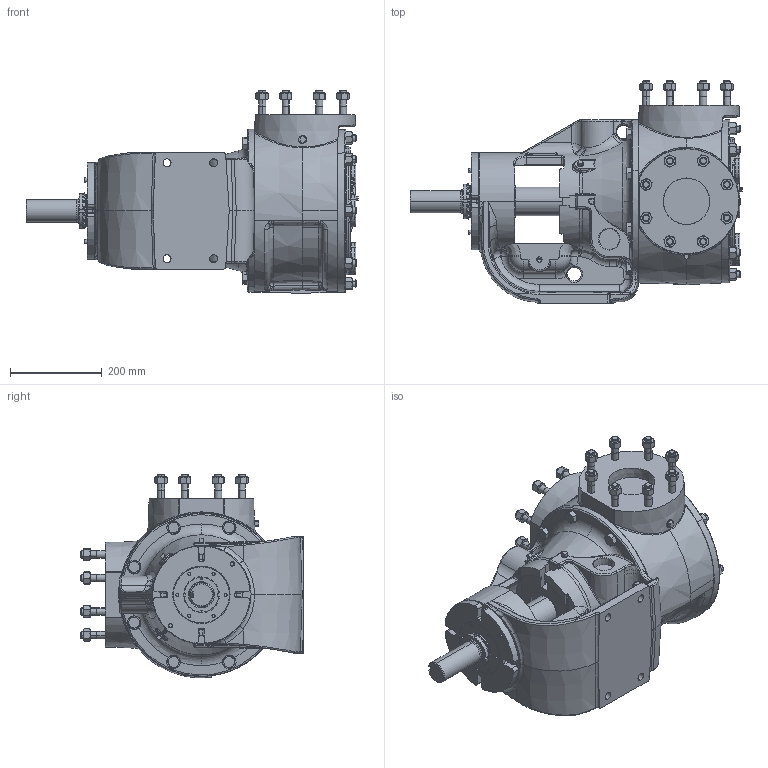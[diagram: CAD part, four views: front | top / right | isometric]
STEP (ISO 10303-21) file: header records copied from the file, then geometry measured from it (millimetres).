
FILE_DESCRIPTION (( 'STEP AP214' ), '1' );
FILE_NAME ('QV-1763.STEP', '2025-09-11T18:03:22', ( '' ), ( '' ), 'SwSTEP 2.0', 'SolidWorks 2024', '' );
FILE_SCHEMA (( 'AUTOMOTIVE_DESIGN' ));
Length unit declared in the file: inch
Products named in the file (1): QV-1763
Bounding box: 724.26 x 485.65 x 444.81 mm (x, y, z)
Volume: 39259706.3 mm3; surface area: 1306816.6 mm2
Topology: 1 solids, 4 shells, 2785 faces, 6801 edges, 4179 vertices
Faces by surface type: plane 1033, cone 578, cylinder 553, bspline 461, torus 103, sphere 57
Entity records: 111774 total; most frequent: CARTESIAN_POINT 51090, ORIENTED_EDGE 13478, DIRECTION 11457, EDGE_CURVE 6739, AXIS2_PLACEMENT_3D 4407, VERTEX_POINT 4174, EDGE_LOOP 3011, FACE_OUTER_BOUND 2783
